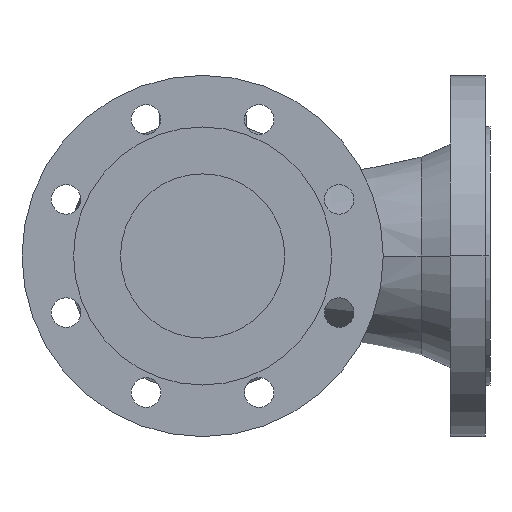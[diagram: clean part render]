
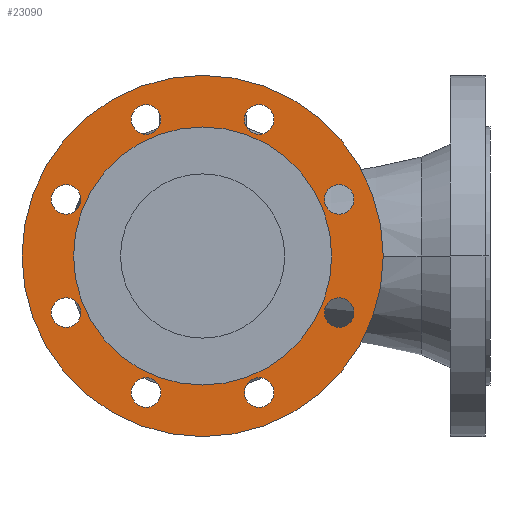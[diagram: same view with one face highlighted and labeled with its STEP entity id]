
A CAD part, front view. The second image highlights one B-rep face of the part: STEP entity #23090.
In plain terms, the highlighted planar face has unit normal (0, -1, 0).
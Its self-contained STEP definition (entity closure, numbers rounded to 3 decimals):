
#2430=CARTESIAN_POINT('',(78.6,3.,0.));
#2440=VERTEX_POINT('',#2430);
#2600=CARTESIAN_POINT('',(-78.6,3.,0.));
#2610=VERTEX_POINT('',#2600);
#2640=CARTESIAN_POINT('',(0.,3.,0.));
#2650=DIRECTION('',(0.,-1.,-0.));
#2660=DIRECTION('',(-1.,0.,0.));
#2670=AXIS2_PLACEMENT_3D('',#2640,#2650,#2660);
#2680=CIRCLE('',#2670,78.6);
#2690=EDGE_CURVE('',#2440,#2610,#2680,.T.);
#2830=CARTESIAN_POINT('',(-110.,3.,0.));
#2840=VERTEX_POINT('',#2830);
#2890=CARTESIAN_POINT('',(0.,3.,0.));
#2900=DIRECTION('',(0.,-1.,-0.));
#2910=DIRECTION('',(-1.,0.,0.));
#2920=AXIS2_PLACEMENT_3D('',#2890,#2900,#2910);
#2930=CIRCLE('',#2920,110.);
#2940=CARTESIAN_POINT('',(110.,3.,0.));
#2950=VERTEX_POINT('',#2940);
#2960=EDGE_CURVE('',#2840,#2950,#2930,.T.);
#11020=CARTESIAN_POINT('',(92.149,3.,-34.442));
#11030=VERTEX_POINT('',#11020);
#11060=CARTESIAN_POINT('',(83.149,3.,-34.442));
#11070=DIRECTION('',(-0.,1.,0.));
#11080=DIRECTION('',(1.,0.,0.));
#11090=AXIS2_PLACEMENT_3D('',#11060,#11070,#11080);
#11100=CIRCLE('',#11090,9.);
#11110=CARTESIAN_POINT('',(74.149,3.,-34.442));
#11120=VERTEX_POINT('',#11110);
#11130=EDGE_CURVE('',#11030,#11120,#11100,.T.);
#11440=CARTESIAN_POINT('',(74.149,3.,34.442));
#11450=VERTEX_POINT('',#11440);
#11480=CARTESIAN_POINT('',(83.149,3.,34.442));
#11490=DIRECTION('',(-0.,1.,0.));
#11500=DIRECTION('',(1.,0.,0.));
#11510=AXIS2_PLACEMENT_3D('',#11480,#11490,#11500);
#11520=CIRCLE('',#11510,9.);
#11530=CARTESIAN_POINT('',(92.149,3.,34.442));
#11540=VERTEX_POINT('',#11530);
#11550=EDGE_CURVE('',#11450,#11540,#11520,.T.);
#11860=CARTESIAN_POINT('',(25.442,3.,83.149));
#11870=VERTEX_POINT('',#11860);
#12030=CARTESIAN_POINT('',(43.442,3.,83.149));
#12040=VERTEX_POINT('',#12030);
#12070=CARTESIAN_POINT('',(34.442,3.,83.149));
#12080=DIRECTION('',(-0.,1.,0.));
#12090=DIRECTION('',(1.,0.,0.));
#12100=AXIS2_PLACEMENT_3D('',#12070,#12080,#12090);
#12110=CIRCLE('',#12100,9.);
#12120=EDGE_CURVE('',#12040,#11870,#12110,.T.);
#12280=CARTESIAN_POINT('',(-43.442,3.,83.149));
#12290=VERTEX_POINT('',#12280);
#12450=CARTESIAN_POINT('',(-25.442,3.,83.149));
#12460=VERTEX_POINT('',#12450);
#12490=CARTESIAN_POINT('',(-34.442,3.,83.149));
#12500=DIRECTION('',(-0.,1.,0.));
#12510=DIRECTION('',(1.,0.,0.));
#12520=AXIS2_PLACEMENT_3D('',#12490,#12500,#12510);
#12530=CIRCLE('',#12520,9.);
#12540=EDGE_CURVE('',#12460,#12290,#12530,.T.);
#12700=CARTESIAN_POINT('',(-92.149,3.,34.442));
#12710=VERTEX_POINT('',#12700);
#12740=CARTESIAN_POINT('',(-83.149,3.,34.442));
#12750=DIRECTION('',(-0.,1.,0.));
#12760=DIRECTION('',(1.,0.,0.));
#12770=AXIS2_PLACEMENT_3D('',#12740,#12750,#12760);
#12780=CIRCLE('',#12770,9.);
#12790=CARTESIAN_POINT('',(-74.149,3.,34.442));
#12800=VERTEX_POINT('',#12790);
#12810=EDGE_CURVE('',#12710,#12800,#12780,.T.);
#13120=CARTESIAN_POINT('',(-74.149,3.,-34.442));
#13130=VERTEX_POINT('',#13120);
#13160=CARTESIAN_POINT('',(-83.149,3.,-34.442));
#13170=DIRECTION('',(-0.,1.,0.));
#13180=DIRECTION('',(1.,0.,0.));
#13190=AXIS2_PLACEMENT_3D('',#13160,#13170,#13180);
#13200=CIRCLE('',#13190,9.);
#13210=CARTESIAN_POINT('',(-92.149,3.,-34.442));
#13220=VERTEX_POINT('',#13210);
#13230=EDGE_CURVE('',#13130,#13220,#13200,.T.);
#13540=CARTESIAN_POINT('',(-25.442,3.,-83.149));
#13550=VERTEX_POINT('',#13540);
#13710=CARTESIAN_POINT('',(-43.442,3.,-83.149));
#13720=VERTEX_POINT('',#13710);
#13750=CARTESIAN_POINT('',(-34.442,3.,-83.149));
#13760=DIRECTION('',(-0.,1.,0.));
#13770=DIRECTION('',(1.,0.,0.));
#13780=AXIS2_PLACEMENT_3D('',#13750,#13760,#13770);
#13790=CIRCLE('',#13780,9.);
#13800=EDGE_CURVE('',#13720,#13550,#13790,.T.);
#13960=CARTESIAN_POINT('',(25.442,3.,-83.149));
#13970=VERTEX_POINT('',#13960);
#14130=CARTESIAN_POINT('',(43.442,3.,-83.149));
#14140=VERTEX_POINT('',#14130);
#14170=CARTESIAN_POINT('',(34.442,3.,-83.149));
#14180=DIRECTION('',(-0.,1.,0.));
#14190=DIRECTION('',(1.,0.,0.));
#14200=AXIS2_PLACEMENT_3D('',#14170,#14180,#14190);
#14210=CIRCLE('',#14200,9.);
#14220=EDGE_CURVE('',#14140,#13970,#14210,.T.);
#22540=CARTESIAN_POINT('',(-94.3,3.,0.));
#22550=DIRECTION('',(0.,-1.,-0.));
#22560=DIRECTION('',(-1.,0.,0.));
#22570=AXIS2_PLACEMENT_3D('',#22540,#22550,#22560);
#22580=PLANE('',#22570);
#22590=EDGE_CURVE('',#13970,#14140,#14210,.T.);
#22600=ORIENTED_EDGE('',*,*,#22590,.T.);
#22610=ORIENTED_EDGE('',*,*,#14220,.T.);
#22620=EDGE_LOOP('',(#22610,#22600));
#22630=FACE_BOUND('',#22620,.T.);
#22640=EDGE_CURVE('',#13550,#13720,#13790,.T.);
#22650=ORIENTED_EDGE('',*,*,#22640,.T.);
#22660=ORIENTED_EDGE('',*,*,#13800,.T.);
#22670=EDGE_LOOP('',(#22660,#22650));
#22680=FACE_BOUND('',#22670,.T.);
#22690=EDGE_CURVE('',#13220,#13130,#13200,.T.);
#22700=ORIENTED_EDGE('',*,*,#22690,.T.);
#22710=ORIENTED_EDGE('',*,*,#13230,.T.);
#22720=EDGE_LOOP('',(#22710,#22700));
#22730=FACE_BOUND('',#22720,.T.);
#22740=ORIENTED_EDGE('',*,*,#12810,.T.);
#22750=EDGE_CURVE('',#12800,#12710,#12780,.T.);
#22760=ORIENTED_EDGE('',*,*,#22750,.T.);
#22770=EDGE_LOOP('',(#22760,#22740));
#22780=FACE_BOUND('',#22770,.T.);
#22790=EDGE_CURVE('',#12290,#12460,#12530,.T.);
#22800=ORIENTED_EDGE('',*,*,#22790,.T.);
#22810=ORIENTED_EDGE('',*,*,#12540,.T.);
#22820=EDGE_LOOP('',(#22810,#22800));
#22830=FACE_BOUND('',#22820,.T.);
#22840=EDGE_CURVE('',#11870,#12040,#12110,.T.);
#22850=ORIENTED_EDGE('',*,*,#22840,.T.);
#22860=ORIENTED_EDGE('',*,*,#12120,.T.);
#22870=EDGE_LOOP('',(#22860,#22850));
#22880=FACE_BOUND('',#22870,.T.);
#22890=EDGE_CURVE('',#11540,#11450,#11520,.T.);
#22900=ORIENTED_EDGE('',*,*,#22890,.T.);
#22910=ORIENTED_EDGE('',*,*,#11550,.T.);
#22920=EDGE_LOOP('',(#22910,#22900));
#22930=FACE_BOUND('',#22920,.T.);
#22940=EDGE_CURVE('',#11120,#11030,#11100,.T.);
#22950=ORIENTED_EDGE('',*,*,#22940,.T.);
#22960=ORIENTED_EDGE('',*,*,#11130,.T.);
#22970=EDGE_LOOP('',(#22960,#22950));
#22980=FACE_BOUND('',#22970,.T.);
#22990=EDGE_CURVE('',#2610,#2440,#2680,.T.);
#23000=ORIENTED_EDGE('',*,*,#22990,.F.);
#23010=ORIENTED_EDGE('',*,*,#2690,.F.);
#23020=EDGE_LOOP('',(#23010,#23000));
#23030=FACE_BOUND('',#23020,.T.);
#23040=ORIENTED_EDGE('',*,*,#2960,.T.);
#23050=EDGE_CURVE('',#2950,#2840,#2930,.T.);
#23060=ORIENTED_EDGE('',*,*,#23050,.T.);
#23070=EDGE_LOOP('',(#23060,#23040));
#23080=FACE_OUTER_BOUND('',#23070,.T.);
#23090=ADVANCED_FACE('',(#22630,#22680,#22730,#22780,#22830,#22880,
#22930,#22980,#23030,#23080),#22580,.T.);
